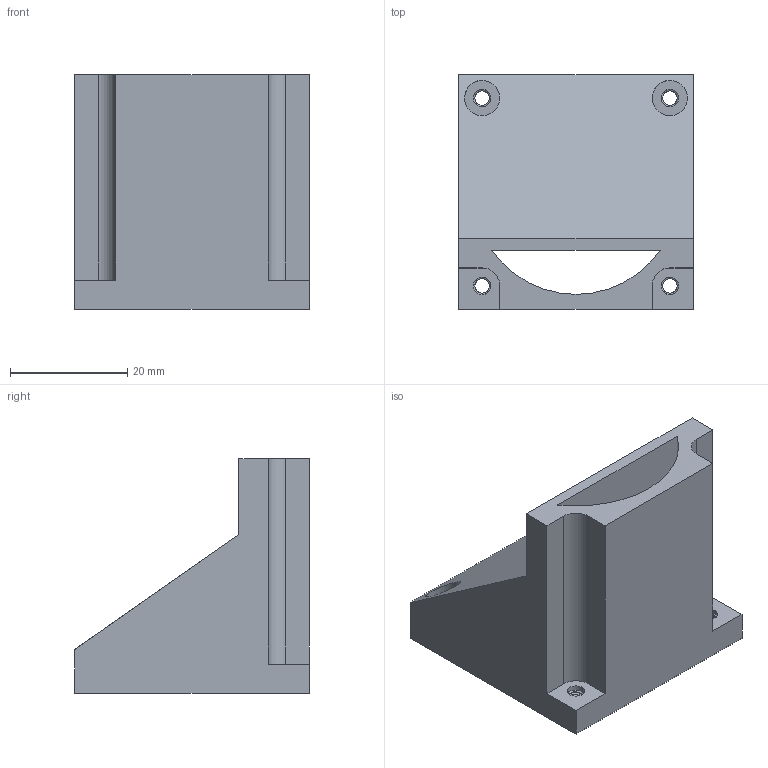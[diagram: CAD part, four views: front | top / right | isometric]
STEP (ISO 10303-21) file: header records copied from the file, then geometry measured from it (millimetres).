
FILE_DESCRIPTION (( 'STEP AP214' ), '1' );
FILE_NAME ('Air diverter for drivers.STEP', '2022-08-25T15:00:24', ( '' ), ( '' ), 'SwSTEP 2.0', 'SolidWorks 2021', '' );
FILE_SCHEMA (( 'AUTOMOTIVE_DESIGN' ));
Length unit declared in the file: millimetre
Products named in the file (1): Air diverter for drivers
Bounding box: 40 x 40 x 40 mm (x, y, z)
Volume: 14728.4 mm3; surface area: 10810.9 mm2
Topology: 1 solids, 1 shells, 118 faces, 328 edges, 214 vertices
Faces by surface type: cylinder 80, plane 26, bspline 12
Entity records: 7275 total; most frequent: CARTESIAN_POINT 4662, ORIENTED_EDGE 656, DIRECTION 424, EDGE_CURVE 328, VERTEX_POINT 214, LINE 152, VECTOR 152, AXIS2_PLACEMENT_3D 136
